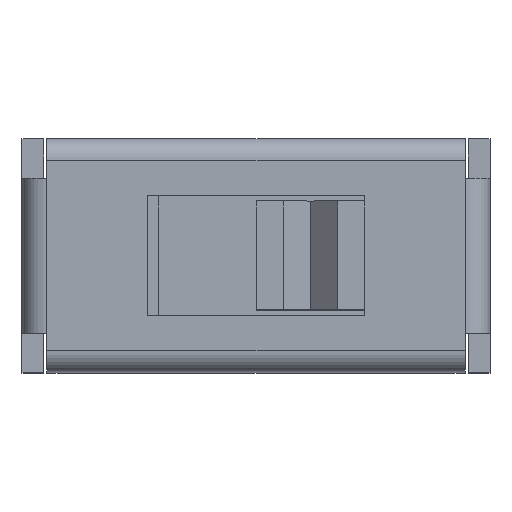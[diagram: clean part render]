
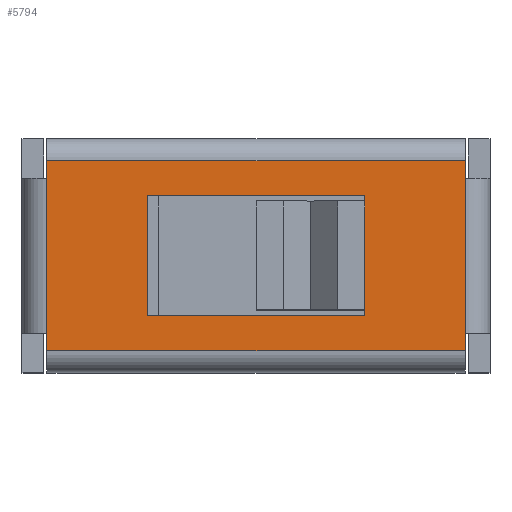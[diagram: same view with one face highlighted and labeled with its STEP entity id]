
A CAD part, top view. The second image highlights one B-rep face of the part: STEP entity #5794.
In plain terms, the highlighted planar face has unit normal (0, 0, 1).
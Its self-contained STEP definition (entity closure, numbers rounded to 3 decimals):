
#1842 = EDGE_CURVE('',#1843,#1845,#1847,.T.);
#1843 = VERTEX_POINT('',#1844);
#1844 = CARTESIAN_POINT('',(5.883,-1.75,4.01));
#1845 = VERTEX_POINT('',#1846);
#1846 = CARTESIAN_POINT('',(-1.803,-1.75,4.01));
#1847 = LINE('',#1848,#1849);
#1848 = CARTESIAN_POINT('',(5.883,-1.75,4.01));
#1849 = VECTOR('',#1850,1.);
#1850 = DIRECTION('',(-1.,0.,0.));
#2367 = EDGE_CURVE('',#2368,#2370,#2372,.T.);
#2368 = VERTEX_POINT('',#2369);
#2369 = CARTESIAN_POINT('',(-1.803,1.426,4.01));
#2370 = VERTEX_POINT('',#2371);
#2371 = CARTESIAN_POINT('',(-1.803,-1.426,4.01));
#2372 = LINE('',#2373,#2374);
#2373 = CARTESIAN_POINT('',(-1.803,1.426,4.01));
#2374 = VECTOR('',#2375,1.);
#2375 = DIRECTION('',(0.,-1.,0.));
#2623 = VERTEX_POINT('',#2624);
#2624 = CARTESIAN_POINT('',(5.883,1.426,4.01));
#2712 = VERTEX_POINT('',#2713);
#2713 = CARTESIAN_POINT('',(4.04,1.,4.01));
#2719 = EDGE_CURVE('',#2712,#2720,#2722,.T.);
#2720 = VERTEX_POINT('',#2721);
#2721 = CARTESIAN_POINT('',(4.04,1.1,4.01));
#2722 = LINE('',#2723,#2724);
#2723 = CARTESIAN_POINT('',(4.04,1.,4.01));
#2724 = VECTOR('',#2725,1.);
#2725 = DIRECTION('',(0.,1.,0.));
#3178 = EDGE_CURVE('',#3179,#1843,#3181,.T.);
#3179 = VERTEX_POINT('',#3180);
#3180 = CARTESIAN_POINT('',(5.883,-1.426,4.01));
#3181 = LINE('',#3182,#3183);
#3182 = CARTESIAN_POINT('',(5.883,-1.426,4.01));
#3183 = VECTOR('',#3184,1.);
#3184 = DIRECTION('',(0.,-1.,0.));
#3293 = VERTEX_POINT('',#3294);
#3294 = CARTESIAN_POINT('',(5.883,1.75,4.01));
#3301 = EDGE_CURVE('',#3293,#2623,#3302,.T.);
#3302 = LINE('',#3303,#3304);
#3303 = CARTESIAN_POINT('',(5.883,1.75,4.01));
#3304 = VECTOR('',#3305,1.);
#3305 = DIRECTION('',(0.,-1.,0.));
#3414 = VERTEX_POINT('',#3415);
#3415 = CARTESIAN_POINT('',(-1.803,1.75,4.01));
#3470 = EDGE_CURVE('',#3414,#2368,#3471,.T.);
#3471 = LINE('',#3472,#3473);
#3472 = CARTESIAN_POINT('',(-1.803,1.75,4.01));
#3473 = VECTOR('',#3474,1.);
#3474 = DIRECTION('',(0.,-1.,0.));
#3622 = VERTEX_POINT('',#3623);
#3623 = CARTESIAN_POINT('',(4.04,-1.,4.01));
#3629 = EDGE_CURVE('',#2712,#3622,#3630,.T.);
#3630 = LINE('',#3631,#3632);
#3631 = CARTESIAN_POINT('',(4.04,1.,4.01));
#3632 = VECTOR('',#3633,1.);
#3633 = DIRECTION('',(0.,-1.,0.));
#4038 = EDGE_CURVE('',#2623,#3179,#4039,.T.);
#4039 = LINE('',#4040,#4041);
#4040 = CARTESIAN_POINT('',(5.883,1.426,4.01));
#4041 = VECTOR('',#4042,1.);
#4042 = DIRECTION('',(0.,-1.,0.));
#4563 = EDGE_CURVE('',#2720,#4564,#4566,.T.);
#4564 = VERTEX_POINT('',#4565);
#4565 = CARTESIAN_POINT('',(0.04,1.1,4.01));
#4566 = LINE('',#4567,#4568);
#4567 = CARTESIAN_POINT('',(4.04,1.1,4.01));
#4568 = VECTOR('',#4569,1.);
#4569 = DIRECTION('',(-1.,0.,0.));
#5113 = EDGE_CURVE('',#2370,#1845,#5114,.T.);
#5114 = LINE('',#5115,#5116);
#5115 = CARTESIAN_POINT('',(-1.803,-1.426,4.01));
#5116 = VECTOR('',#5117,1.);
#5117 = DIRECTION('',(0.,-1.,0.));
#5412 = VERTEX_POINT('',#5413);
#5413 = CARTESIAN_POINT('',(0.04,-1.1,4.01));
#5419 = EDGE_CURVE('',#5412,#5420,#5422,.T.);
#5420 = VERTEX_POINT('',#5421);
#5421 = CARTESIAN_POINT('',(4.04,-1.1,4.01));
#5422 = LINE('',#5423,#5424);
#5423 = CARTESIAN_POINT('',(0.04,-1.1,4.01));
#5424 = VECTOR('',#5425,1.);
#5425 = DIRECTION('',(1.,0.,0.));
#5794 = ADVANCED_FACE('',(#5795,#5810),#5828,.T.);
#5795 = FACE_BOUND('',#5796,.T.);
#5796 = EDGE_LOOP('',(#5797,#5798,#5799,#5805,#5806,#5807,#5808,#5809));
#5797 = ORIENTED_EDGE('',*,*,#4038,.F.);
#5798 = ORIENTED_EDGE('',*,*,#3301,.F.);
#5799 = ORIENTED_EDGE('',*,*,#5800,.T.);
#5800 = EDGE_CURVE('',#3293,#3414,#5801,.T.);
#5801 = LINE('',#5802,#5803);
#5802 = CARTESIAN_POINT('',(5.883,1.75,4.01));
#5803 = VECTOR('',#5804,1.);
#5804 = DIRECTION('',(-1.,0.,0.));
#5805 = ORIENTED_EDGE('',*,*,#3470,.T.);
#5806 = ORIENTED_EDGE('',*,*,#2367,.T.);
#5807 = ORIENTED_EDGE('',*,*,#5113,.T.);
#5808 = ORIENTED_EDGE('',*,*,#1842,.F.);
#5809 = ORIENTED_EDGE('',*,*,#3178,.F.);
#5810 = FACE_BOUND('',#5811,.T.);
#5811 = EDGE_LOOP('',(#5812,#5813,#5819,#5820,#5826,#5827));
#5812 = ORIENTED_EDGE('',*,*,#3629,.T.);
#5813 = ORIENTED_EDGE('',*,*,#5814,.F.);
#5814 = EDGE_CURVE('',#5420,#3622,#5815,.T.);
#5815 = LINE('',#5816,#5817);
#5816 = CARTESIAN_POINT('',(4.04,-1.1,4.01));
#5817 = VECTOR('',#5818,1.);
#5818 = DIRECTION('',(0.,1.,0.));
#5819 = ORIENTED_EDGE('',*,*,#5419,.F.);
#5820 = ORIENTED_EDGE('',*,*,#5821,.F.);
#5821 = EDGE_CURVE('',#4564,#5412,#5822,.T.);
#5822 = LINE('',#5823,#5824);
#5823 = CARTESIAN_POINT('',(0.04,1.1,4.01));
#5824 = VECTOR('',#5825,1.);
#5825 = DIRECTION('',(0.,-1.,0.));
#5826 = ORIENTED_EDGE('',*,*,#4563,.F.);
#5827 = ORIENTED_EDGE('',*,*,#2719,.F.);
#5828 = PLANE('',#5829);
#5829 = AXIS2_PLACEMENT_3D('',#5830,#5831,#5832);
#5830 = CARTESIAN_POINT('',(5.883,2.15,4.01));
#5831 = DIRECTION('',(0.,0.,1.));
#5832 = DIRECTION('',(1.,0.,0.));
